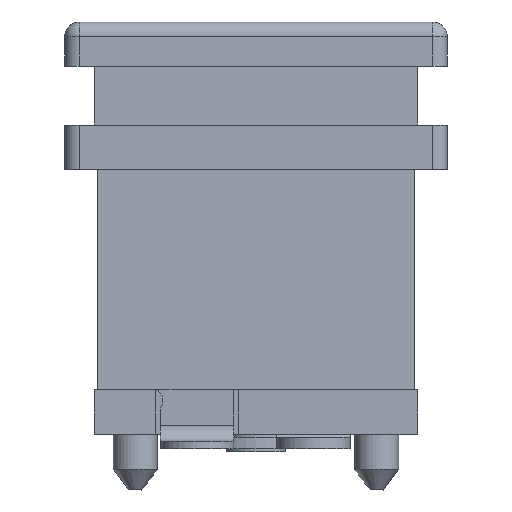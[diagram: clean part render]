
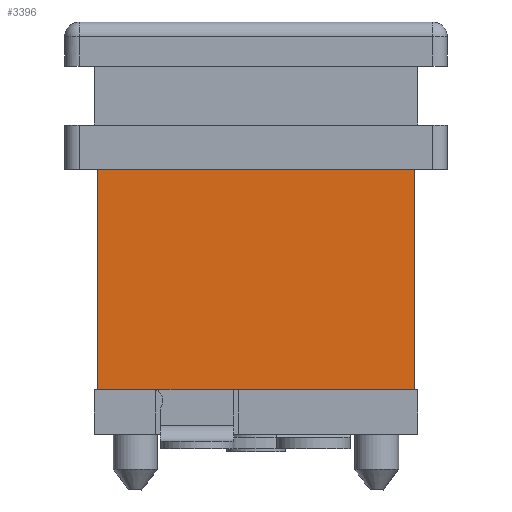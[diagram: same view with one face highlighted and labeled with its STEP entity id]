
A CAD part, front view. The second image highlights one B-rep face of the part: STEP entity #3396.
In plain terms, the highlighted planar face has unit normal (0, -1, 0).
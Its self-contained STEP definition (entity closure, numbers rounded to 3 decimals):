
#358=FACE_OUTER_BOUND('',#552,.T.);
#552=EDGE_LOOP('',(#2693,#2694,#2695,#2696,#2697,#2698));
#787=LINE('',#5214,#1163);
#807=LINE('',#5265,#1183);
#833=LINE('',#5339,#1209);
#834=LINE('',#5341,#1210);
#835=LINE('',#5343,#1211);
#836=LINE('',#5344,#1212);
#1163=VECTOR('',#4227,1000.);
#1183=VECTOR('',#4285,1000.);
#1209=VECTOR('',#4371,1000.);
#1210=VECTOR('',#4372,1000.);
#1211=VECTOR('',#4373,1000.);
#1212=VECTOR('',#4374,1000.);
#1558=VERTEX_POINT('',#5211);
#1559=VERTEX_POINT('',#5213);
#1571=VERTEX_POINT('',#5263);
#1589=VERTEX_POINT('',#5338);
#1590=VERTEX_POINT('',#5340);
#1591=VERTEX_POINT('',#5342);
#1931=EDGE_CURVE('',#1559,#1558,#787,.T.);
#1956=EDGE_CURVE('',#1571,#1558,#807,.T.);
#1991=EDGE_CURVE('',#1571,#1589,#833,.T.);
#1992=EDGE_CURVE('',#1589,#1590,#834,.T.);
#1993=EDGE_CURVE('',#1590,#1591,#835,.T.);
#1994=EDGE_CURVE('',#1559,#1591,#836,.T.);
#2693=ORIENTED_EDGE('',*,*,#1931,.T.);
#2694=ORIENTED_EDGE('',*,*,#1956,.F.);
#2695=ORIENTED_EDGE('',*,*,#1991,.T.);
#2696=ORIENTED_EDGE('',*,*,#1992,.T.);
#2697=ORIENTED_EDGE('',*,*,#1993,.T.);
#2698=ORIENTED_EDGE('',*,*,#1994,.F.);
#3224=PLANE('',#3682);
#3396=ADVANCED_FACE('',(#358),#3224,.T.);
#3682=AXIS2_PLACEMENT_3D('',#5337,#4369,#4370);
#4227=DIRECTION('',(-1.,0.,0.));
#4285=DIRECTION('',(0.,0.,1.));
#4369=DIRECTION('center_axis',(0.,-1.,0.));
#4370=DIRECTION('ref_axis',(-1.,0.,0.));
#4371=DIRECTION('',(1.,0.,0.));
#4372=DIRECTION('',(1.,0.,0.));
#4373=DIRECTION('',(1.,0.,0.));
#4374=DIRECTION('',(0.,0.,-1.));
#5211=CARTESIAN_POINT('',(-5.4,-6.85,9.5));
#5213=CARTESIAN_POINT('',(5.4,-6.85,9.5));
#5214=CARTESIAN_POINT('',(0.,-6.85,9.5));
#5263=CARTESIAN_POINT('',(-5.4,-6.85,2.));
#5265=CARTESIAN_POINT('',(-5.4,-6.85,5.75));
#5337=CARTESIAN_POINT('Origin',(5.616,-6.85,9.65));
#5338=CARTESIAN_POINT('',(-3.4,-6.85,2.));
#5339=CARTESIAN_POINT('',(-4.45,-6.85,2.));
#5340=CARTESIAN_POINT('',(-0.6,-6.85,2.));
#5341=CARTESIAN_POINT('',(-2.,-6.85,2.));
#5342=CARTESIAN_POINT('',(5.4,-6.85,2.));
#5343=CARTESIAN_POINT('',(2.45,-6.85,2.));
#5344=CARTESIAN_POINT('',(5.4,-6.85,5.75));
